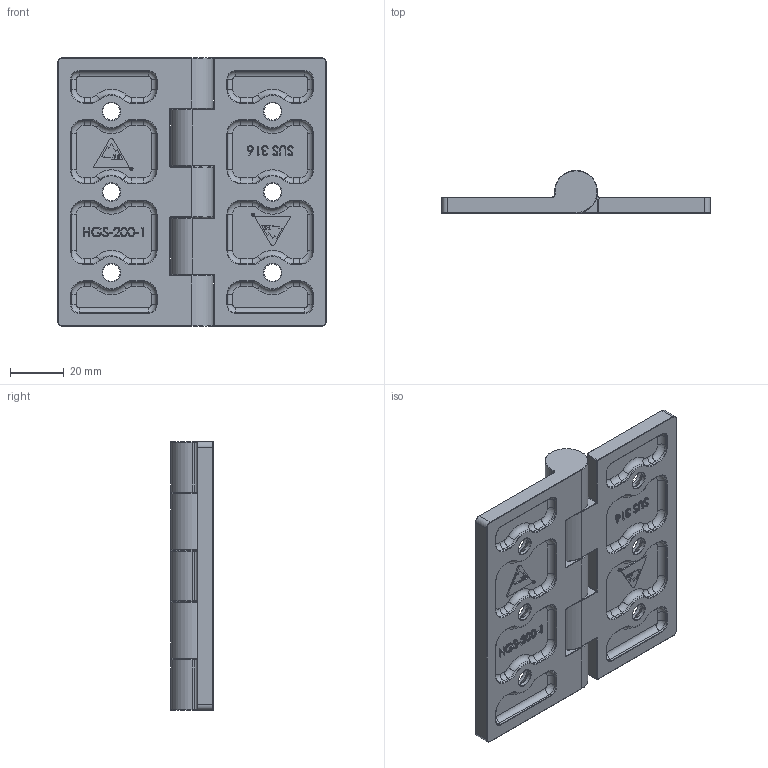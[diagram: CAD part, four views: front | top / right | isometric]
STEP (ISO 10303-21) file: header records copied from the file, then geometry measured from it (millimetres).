
FILE_DESCRIPTION (( 'STEP AP214' ), '1' );
FILE_NAME ('HGS-200-1E.STEP', '2019-08-01T01:51:00', ( '' ), ( '' ), 'SwSTEP 2.0', 'SolidWorks 2010', '' );
FILE_SCHEMA (( 'AUTOMOTIVE_DESIGN' ));
Length unit declared in the file: millimetre
Products named in the file (4): 鉸鏈片(2); 插銷; 鉸鏈片(1); HGS-200-1E
Assembly tree (3 placements, depth 2):
  HGS-200-1E
    插銷
    鉸鏈片(2)
    鉸鏈片(1)
Bounding box: 100 x 16 x 100 mm (x, y, z)
Volume: 57225.7 mm3; surface area: 32542.5 mm2
Topology: 3 solids, 3 shells, 977 faces, 2367 edges, 1429 vertices
Faces by surface type: cylinder 282, plane 261, torus 251, bspline 165, cone 12, sphere 6
Entity records: 41191 total; most frequent: CARTESIAN_POINT 18721, ORIENTED_EDGE 4712, DIRECTION 4617, EDGE_CURVE 2356, AXIS2_PLACEMENT_3D 1775, VERTEX_POINT 1429, VECTOR 1067, LINE 1067
